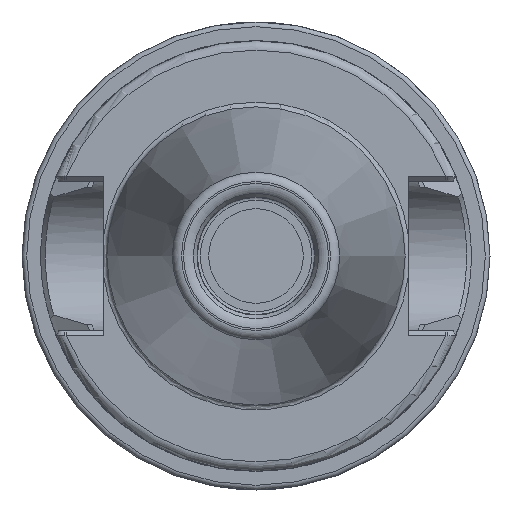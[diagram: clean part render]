
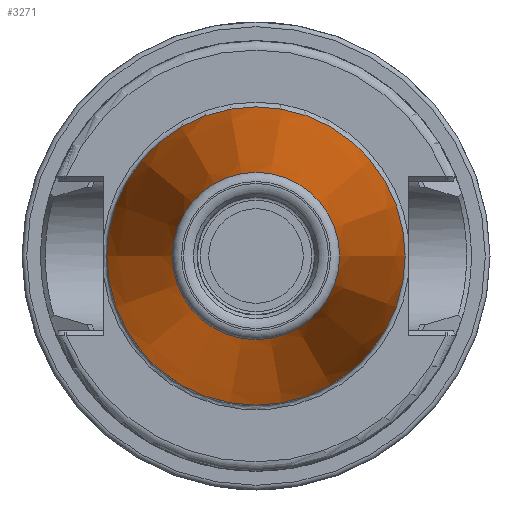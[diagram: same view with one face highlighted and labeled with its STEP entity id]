
A CAD part, left-side view. The second image highlights one B-rep face of the part: STEP entity #3271.
In plain terms, the highlighted conical face has half-angle 8.297 degrees and reference radius 12.437 mm.
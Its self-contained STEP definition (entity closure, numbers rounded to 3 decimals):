
#230=CIRCLE('',#3575,8.941);
#231=CIRCLE('',#3576,8.941);
#232=CIRCLE('',#3577,8.941);
#234=CIRCLE('',#3580,15.933);
#235=CIRCLE('',#3581,15.933);
#319=CONICAL_SURFACE('',#3579,12.437,0.145);
#408=FACE_OUTER_BOUND('',#612,.T.);
#612=EDGE_LOOP('',(#2545,#2546,#2547,#2548,#2549,#2550,#2551));
#848=LINE('',#5864,#1114);
#1114=VECTOR('',#4209,12.437);
#1452=VERTEX_POINT('',#5852);
#1453=VERTEX_POINT('',#5853);
#1454=VERTEX_POINT('',#5855);
#1455=VERTEX_POINT('',#5860);
#1456=VERTEX_POINT('',#5861);
#1842=EDGE_CURVE('',#1452,#1453,#230,.T.);
#1843=EDGE_CURVE('',#1454,#1452,#231,.T.);
#1844=EDGE_CURVE('',#1453,#1454,#232,.T.);
#1846=EDGE_CURVE('',#1455,#1456,#234,.T.);
#1847=EDGE_CURVE('',#1456,#1455,#235,.T.);
#1848=EDGE_CURVE('',#1456,#1454,#848,.T.);
#2545=ORIENTED_EDGE('',*,*,#1846,.F.);
#2546=ORIENTED_EDGE('',*,*,#1847,.F.);
#2547=ORIENTED_EDGE('',*,*,#1848,.T.);
#2548=ORIENTED_EDGE('',*,*,#1843,.T.);
#2549=ORIENTED_EDGE('',*,*,#1842,.T.);
#2550=ORIENTED_EDGE('',*,*,#1844,.T.);
#2551=ORIENTED_EDGE('',*,*,#1848,.F.);
#3271=ADVANCED_FACE('',(#408),#319,.T.);
#3575=AXIS2_PLACEMENT_3D('',#5854,#4195,#4196);
#3576=AXIS2_PLACEMENT_3D('',#5856,#4197,#4198);
#3577=AXIS2_PLACEMENT_3D('',#5857,#4199,#4200);
#3579=AXIS2_PLACEMENT_3D('',#5859,#4203,#4204);
#3580=AXIS2_PLACEMENT_3D('',#5862,#4205,#4206);
#3581=AXIS2_PLACEMENT_3D('',#5863,#4207,#4208);
#4195=DIRECTION('center_axis',(1.,0.,0.));
#4196=DIRECTION('ref_axis',(0.,0.,-1.));
#4197=DIRECTION('center_axis',(1.,0.,0.));
#4198=DIRECTION('ref_axis',(0.,0.,-1.));
#4199=DIRECTION('center_axis',(1.,0.,0.));
#4200=DIRECTION('ref_axis',(0.,0.,-1.));
#4203=DIRECTION('center_axis',(1.,0.,0.));
#4204=DIRECTION('ref_axis',(0.,1.,0.));
#4205=DIRECTION('center_axis',(1.,0.,0.));
#4206=DIRECTION('ref_axis',(0.,0.,-1.));
#4207=DIRECTION('center_axis',(1.,0.,0.));
#4208=DIRECTION('ref_axis',(0.,0.,-1.));
#4209=DIRECTION('',(-0.99,0.144,0.));
#5852=CARTESIAN_POINT('',(-47.944,8.941,0.));
#5853=CARTESIAN_POINT('',(-47.944,0.,8.941));
#5854=CARTESIAN_POINT('Origin',(-47.944,0.,
0.));
#5855=CARTESIAN_POINT('',(-47.944,-8.941,0.));
#5856=CARTESIAN_POINT('Origin',(-47.944,0.,
0.));
#5857=CARTESIAN_POINT('Origin',(-47.944,0.,
0.));
#5859=CARTESIAN_POINT('Origin',(-23.972,0.,
0.));
#5860=CARTESIAN_POINT('',(0.,15.933,0.));
#5861=CARTESIAN_POINT('',(0.,-15.933,0.));
#5862=CARTESIAN_POINT('Origin',(0.,0.,
0.));
#5863=CARTESIAN_POINT('Origin',(0.,0.,
0.));
#5864=CARTESIAN_POINT('',(-23.972,-12.437,0.));
